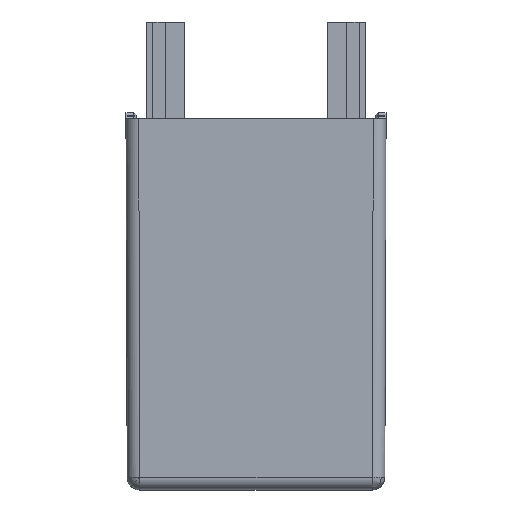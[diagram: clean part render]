
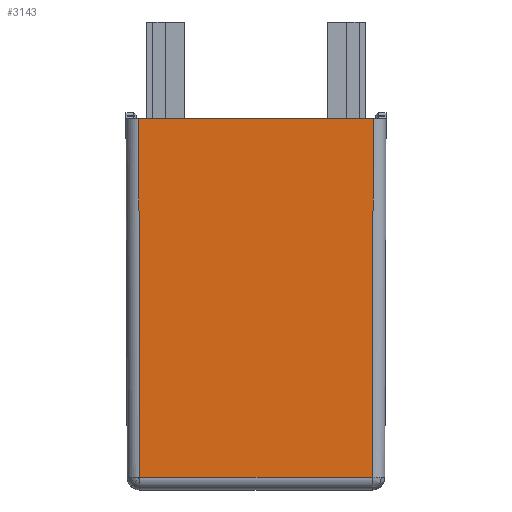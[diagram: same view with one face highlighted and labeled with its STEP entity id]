
A CAD part, left-side view. The second image highlights one B-rep face of the part: STEP entity #3143.
In plain terms, the highlighted planar face has unit normal (-1, 0, -0.004).
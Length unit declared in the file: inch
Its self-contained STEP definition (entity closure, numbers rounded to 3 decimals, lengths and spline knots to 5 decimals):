
#14 = LINE ( 'NONE', #1857, #2425 ) ;
#296 = EDGE_CURVE ( 'NONE', #3380, #2439, #575, .T. ) ;
#408 = LINE ( 'NONE', #2014, #2204 ) ;
#562 = DIRECTION ( 'NONE',  ( -1., 0., -0.003 ) ) ;
#575 = LINE ( 'NONE', #1332, #2248 ) ;
#766 = DIRECTION ( 'NONE',  ( 0.003, -0.003, -1. ) ) ;
#887 = DIRECTION ( 'NONE',  ( 0.003, 0.003, -1. ) ) ;
#1057 = EDGE_CURVE ( 'NONE', #2716, #3380, #2427, .T. ) ;
#1241 = CARTESIAN_POINT ( 'NONE',  ( -0.35827, 0.1811, 0. ) ) ;
#1304 = DIRECTION ( 'NONE',  ( -0.003, 0., 1. ) ) ;
#1332 = CARTESIAN_POINT ( 'NONE',  ( -0.36095, -0.18379, 0.76935 ) ) ;
#1348 = FACE_OUTER_BOUND ( 'NONE', #3327, .T. ) ;
#1371 = AXIS2_PLACEMENT_3D ( 'NONE', #2935, #562, #1304 ) ;
#1515 = CARTESIAN_POINT ( 'NONE',  ( -0.35634, 0.17917, -0.55322 ) ) ;
#1693 = DIRECTION ( 'NONE',  ( 0., -1., 0. ) ) ;
#1726 = EDGE_CURVE ( 'NONE', #2977, #2439, #408, .T. ) ;
#1857 = CARTESIAN_POINT ( 'NONE',  ( -0.35827, 0.1811, 0. ) ) ;
#1881 = CARTESIAN_POINT ( 'NONE',  ( -0.35634, -0.17917, -0.55322 ) ) ;
#2014 = CARTESIAN_POINT ( 'NONE',  ( -0.35634, 0.25224, -0.55322 ) ) ;
#2074 = ORIENTED_EDGE ( 'NONE', *, *, #296, .F. ) ;
#2129 = PLANE ( 'NONE',  #1371 ) ;
#2142 = VECTOR ( 'NONE', #2210, 39.37008 ) ;
#2204 = VECTOR ( 'NONE', #1693, 39.37008 ) ;
#2210 = DIRECTION ( 'NONE',  ( 0., -1., 0. ) ) ;
#2248 = VECTOR ( 'NONE', #887, 39.37008 ) ;
#2384 = EDGE_CURVE ( 'NONE', #2716, #2977, #14, .T. ) ;
#2390 = ORIENTED_EDGE ( 'NONE', *, *, #2384, .T. ) ;
#2425 = VECTOR ( 'NONE', #766, 39.37008 ) ;
#2427 = LINE ( 'NONE', #3191, #2142 ) ;
#2439 = VERTEX_POINT ( 'NONE', #1881 ) ;
#2619 = ORIENTED_EDGE ( 'NONE', *, *, #1726, .T. ) ;
#2716 = VERTEX_POINT ( 'NONE', #1241 ) ;
#2770 = ORIENTED_EDGE ( 'NONE', *, *, #1057, .F. ) ;
#2935 = CARTESIAN_POINT ( 'NONE',  ( -0.35827, 0.25224, 0. ) ) ;
#2977 = VERTEX_POINT ( 'NONE', #1515 ) ;
#3143 = ADVANCED_FACE ( 'NONE', ( #1348 ), #2129, .T. ) ;
#3191 = CARTESIAN_POINT ( 'NONE',  ( -0.35827, 0., 0. ) ) ;
#3224 = CARTESIAN_POINT ( 'NONE',  ( -0.35827, -0.1811, 0. ) ) ;
#3327 = EDGE_LOOP ( 'NONE', ( #2619, #2074, #2770, #2390 ) ) ;
#3380 = VERTEX_POINT ( 'NONE', #3224 ) ;
